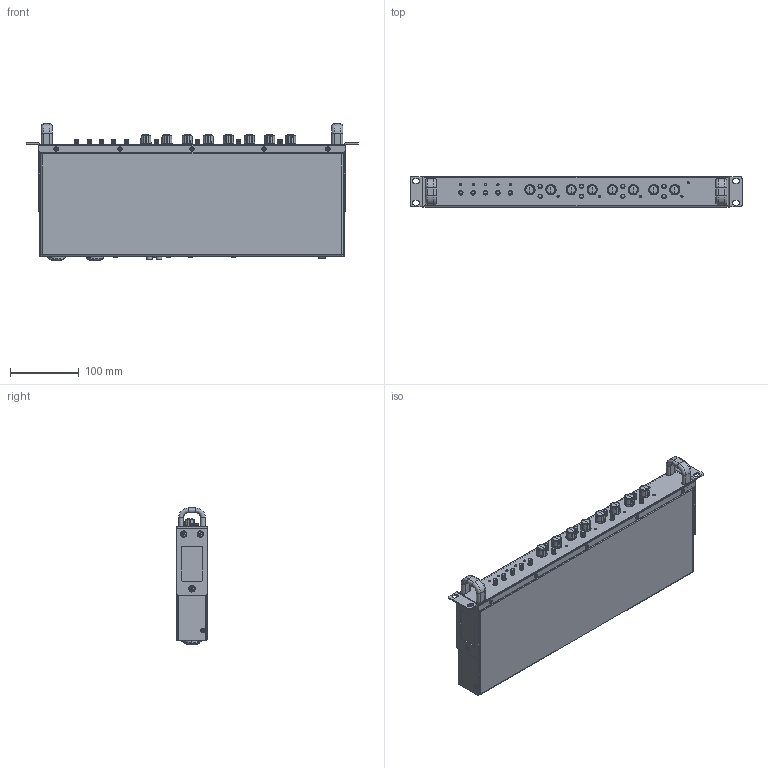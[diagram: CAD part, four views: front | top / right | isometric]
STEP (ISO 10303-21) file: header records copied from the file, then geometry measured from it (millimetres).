
FILE_DESCRIPTION (( 'STEP AP214' ), '1' );
FILE_NAME ('MZ-Series - MZ-64P - Full Assembly.STEP', '2023-03-30T10:09:09', ( '' ), ( '' ), 'SwSTEP 2.0', 'SolidWorks 2022', '' );
FILE_SCHEMA (( 'AUTOMOTIVE_DESIGN' ));
Length unit declared in the file: millimetre
Products named in the file (1): MZ-Series - MZ-64P - Full Assembly
Bounding box: 482.6 x 43.7 x 197.8 mm (x, y, z)
Volume: 3055845 mm3; surface area: 421024.3 mm2
Topology: 1 solids, 31 shells, 5853 faces, 14854 edges, 9136 vertices
Faces by surface type: plane 2938, bspline 1158, cylinder 832, torus 441, cone 400, sphere 84
Entity records: 280463 total; most frequent: CARTESIAN_POINT 126321, ORIENTED_EDGE 29452, DIRECTION 23504, EDGE_CURVE 14726, VERTEX_POINT 9134, AXIS2_PLACEMENT_3D 8752, EDGE_LOOP 6196, VECTOR 6000
